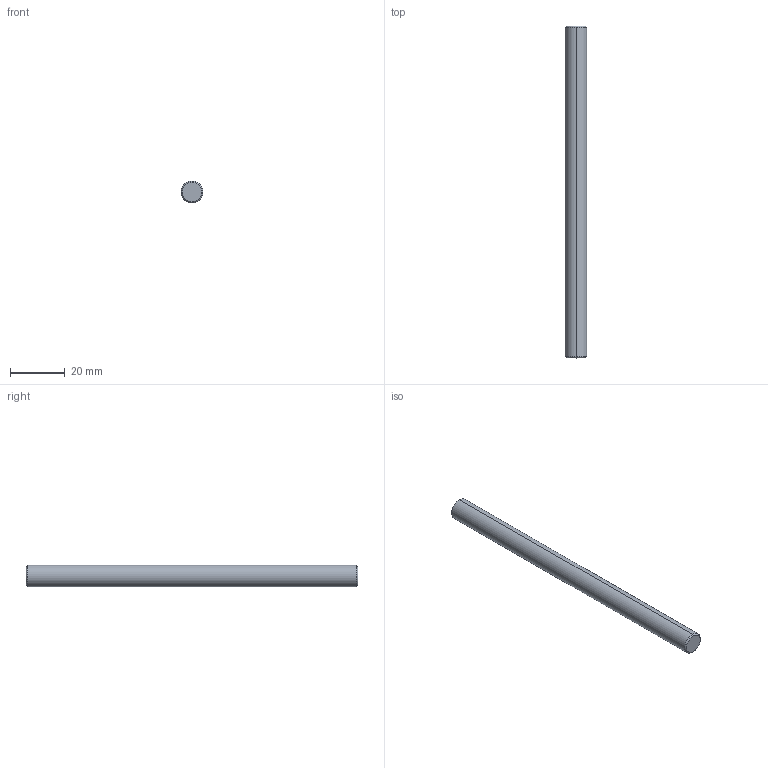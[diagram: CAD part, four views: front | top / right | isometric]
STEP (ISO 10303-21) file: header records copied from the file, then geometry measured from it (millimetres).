
FILE_DESCRIPTION (( 'STEP AP203' ), '1' );
FILE_NAME ('Smooth bar 8mm x 121mm_Predeterminado_sldprt.STEP', '2024-02-29T15:20:32', ( '' ), ( '' ), 'SwSTEP 2.0', 'SolidWorks 2022', '' );
FILE_SCHEMA (( 'CONFIG_CONTROL_DESIGN' ));
Length unit declared in the file: millimetre
Products named in the file (1): Smooth bar 8mm x 121mm_Predeterminado_sldprt
Bounding box: 8 x 121 x 8 mm (x, y, z)
Volume: 6076.1 mm3; surface area: 3126.2 mm2
Topology: 1 solids, 1 shells, 8 faces, 14 edges, 8 vertices
Faces by surface type: cone 4, cylinder 2, plane 2
Entity records: 271 total; most frequent: DIRECTION 40, CARTESIAN_POINT 31, ORIENTED_EDGE 28, AXIS2_PLACEMENT_3D 17, EDGE_CURVE 14, FACE_OUTER_BOUND 8, VERTEX_POINT 8, CIRCLE 8
